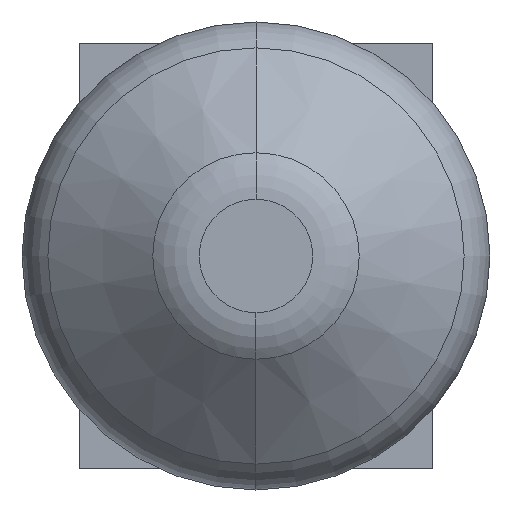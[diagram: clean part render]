
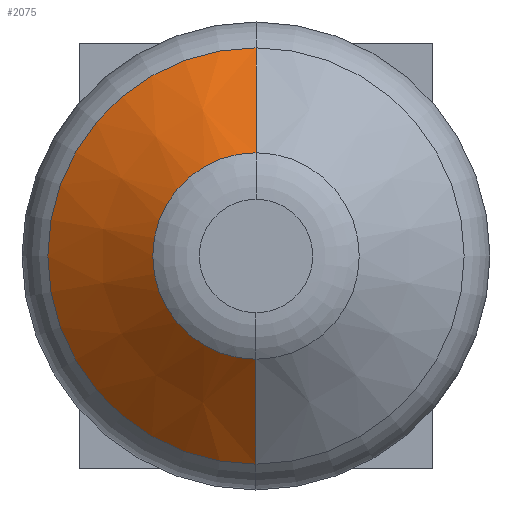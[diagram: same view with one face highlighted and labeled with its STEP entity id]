
A CAD part, left-side view. The second image highlights one B-rep face of the part: STEP entity #2075.
In plain terms, the highlighted conical face has half-angle 50 degrees and reference radius 4.928 mm.
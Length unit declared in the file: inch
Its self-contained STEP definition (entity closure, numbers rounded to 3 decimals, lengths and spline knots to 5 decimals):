
#253 = CIRCLE ( 'NONE', #4536, 0.08559 ) ;
#393 = DIRECTION ( 'NONE',  ( -0.766, 0., 0.643 ) ) ;
#423 = VECTOR ( 'NONE', #2180, 39.37008 ) ;
#660 = DIRECTION ( 'NONE',  ( 0., 0., 1. ) ) ;
#928 = VERTEX_POINT ( 'NONE', #4796 ) ;
#1227 = LINE ( 'NONE', #1434, #423 ) ;
#1330 = VERTEX_POINT ( 'NONE', #2238 ) ;
#1358 = LINE ( 'NONE', #4006, #3064 ) ;
#1434 = CARTESIAN_POINT ( 'NONE',  ( 0.194, 0., -0.485 ) ) ;
#1530 = CARTESIAN_POINT ( 'NONE',  ( 0., 0., -0.485 ) ) ;
#1726 = EDGE_CURVE ( 'NONE', #7512, #928, #6120, .T. ) ;
#2041 = ORIENTED_EDGE ( 'NONE', *, *, #1726, .T. ) ;
#2075 = ADVANCED_FACE ( 'NONE', ( #6444 ), #2858, .T. ) ;
#2134 = AXIS2_PLACEMENT_3D ( 'NONE', #1530, #660, #7255 ) ;
#2180 = DIRECTION ( 'NONE',  ( 0.766, 0., 0.643 ) ) ;
#2238 = CARTESIAN_POINT ( 'NONE',  ( 0.08559, 0., -0.57596 ) ) ;
#2858 = CONICAL_SURFACE ( 'NONE', #2134, 0.194, 0.873 ) ;
#3064 = VECTOR ( 'NONE', #393, 39.37008 ) ;
#3138 = EDGE_CURVE ( 'NONE', #6738, #7512, #1358, .T. ) ;
#3613 = DIRECTION ( 'NONE',  ( -1., 0., 0. ) ) ;
#4006 = CARTESIAN_POINT ( 'NONE',  ( -0.194, 0., -0.485 ) ) ;
#4067 = EDGE_LOOP ( 'NONE', ( #9016, #4762, #2041, #8528 ) ) ;
#4200 = CARTESIAN_POINT ( 'NONE',  ( -0.08559, 0., -0.57596 ) ) ;
#4251 = CARTESIAN_POINT ( 'NONE',  ( -0.17257, 0., -0.50298 ) ) ;
#4536 = AXIS2_PLACEMENT_3D ( 'NONE', #5797, #8793, #3613 ) ;
#4762 = ORIENTED_EDGE ( 'NONE', *, *, #3138, .T. ) ;
#4796 = CARTESIAN_POINT ( 'NONE',  ( 0.17257, 0., -0.50298 ) ) ;
#5797 = CARTESIAN_POINT ( 'NONE',  ( 0., 0., -0.57596 ) ) ;
#6120 = CIRCLE ( 'NONE', #7089, 0.17257 ) ;
#6393 = EDGE_CURVE ( 'NONE', #1330, #6738, #253, .T. ) ;
#6444 = FACE_OUTER_BOUND ( 'NONE', #4067, .T. ) ;
#6738 = VERTEX_POINT ( 'NONE', #4200 ) ;
#7089 = AXIS2_PLACEMENT_3D ( 'NONE', #7395, #8022, #7339 ) ;
#7255 = DIRECTION ( 'NONE',  ( 1., 0., 0. ) ) ;
#7339 = DIRECTION ( 'NONE',  ( -1., 0., 0. ) ) ;
#7395 = CARTESIAN_POINT ( 'NONE',  ( 0., 0., -0.50298 ) ) ;
#7512 = VERTEX_POINT ( 'NONE', #4251 ) ;
#8022 = DIRECTION ( 'NONE',  ( 0., 0., -1. ) ) ;
#8102 = EDGE_CURVE ( 'NONE', #1330, #928, #1227, .T. ) ;
#8528 = ORIENTED_EDGE ( 'NONE', *, *, #8102, .F. ) ;
#8793 = DIRECTION ( 'NONE',  ( 0., 0., 1. ) ) ;
#9016 = ORIENTED_EDGE ( 'NONE', *, *, #6393, .T. ) ;
